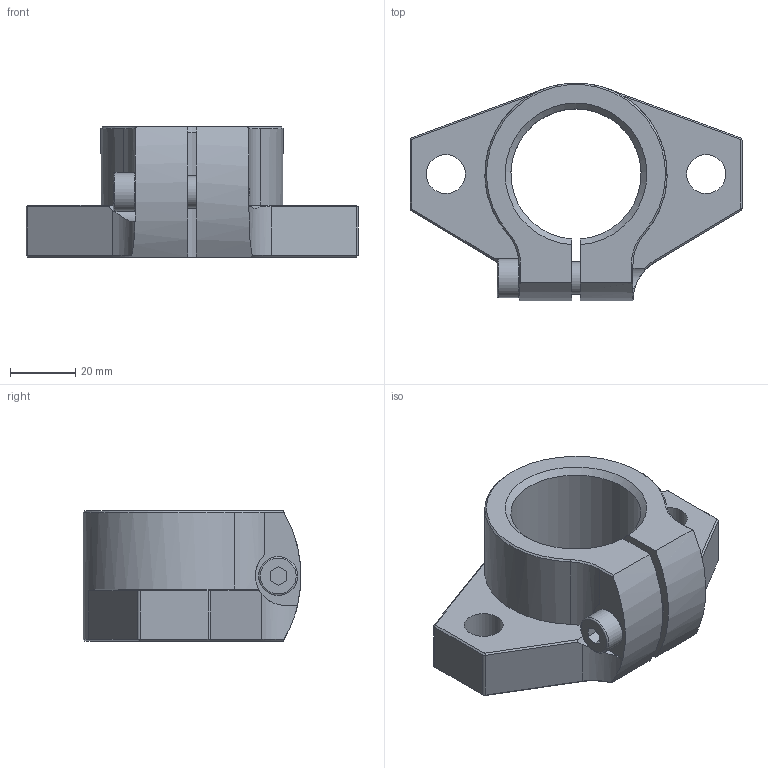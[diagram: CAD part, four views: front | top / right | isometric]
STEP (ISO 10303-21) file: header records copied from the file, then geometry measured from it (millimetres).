
FILE_DESCRIPTION(/* description */ ('STEP AP203'),/* implementation_level */ '2;1');
FILE_NAME(/* name */ 'SHF40',/* time_stamp */ '2022-08-20T08:58:46+02:00',/* author */ ('License CC BY-ND 4.0'),/* organization */ ('CADENAS'),/* preprocessor_version */ 'ST-DEVELOPER v18.102',/* originating_system */ 'PARTsolutions',/* authorisation */ ' ');
FILE_SCHEMA (('CONFIG_CONTROL_DESIGN'));
Length unit declared in the file: millimetre
Products named in the file (3): SHF40; SHF40screw1; SHF40SHF1
Assembly tree (2 placements, depth 2):
  SHF40
    SHF40screw1
    SHF40SHF1
Bounding box: 102 x 66.89 x 40 mm (x, y, z)
Volume: 90403.8 mm3; surface area: 25060.2 mm2
Topology: 2 solids, 2 shells, 80 faces, 198 edges, 123 vertices
Faces by surface type: plane 41, cylinder 19, cone 19, torus 1
Full cylindrical faces by diameter (mm): 10 x3, 12 x3
Entity records: 2403 total; most frequent: CARTESIAN_POINT 441, DIRECTION 406, ORIENTED_EDGE 374, EDGE_CURVE 187, AXIS2_PLACEMENT_3D 150, VERTEX_POINT 121, LINE 106, VECTOR 106
